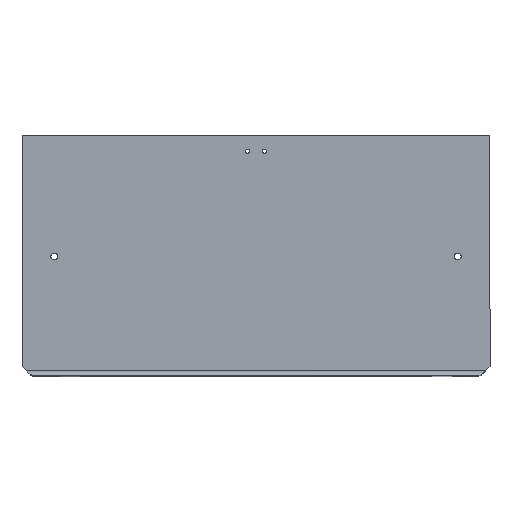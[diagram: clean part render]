
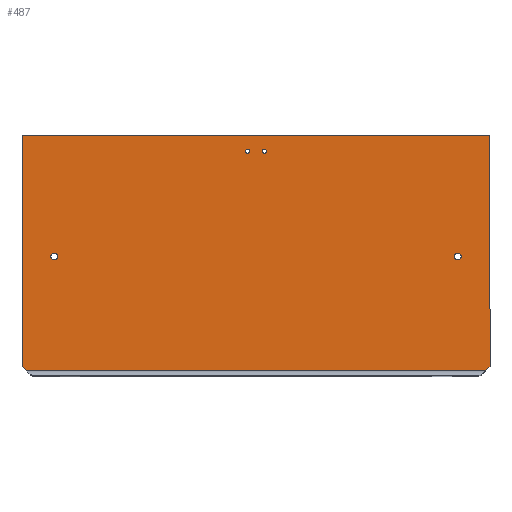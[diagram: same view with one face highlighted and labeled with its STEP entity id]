
A CAD part, top view. The second image highlights one B-rep face of the part: STEP entity #487.
In plain terms, the highlighted planar face has unit normal (0, 0, 1).
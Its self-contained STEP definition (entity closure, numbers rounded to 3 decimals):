
#1 = ORIENTED_EDGE ( 'NONE', *, *, #754, .T. ) ;
#17 = DIRECTION ( 'NONE',  ( 0., 0., 1. ) ) ;
#20 = VERTEX_POINT ( 'NONE', #195 ) ;
#23 = AXIS2_PLACEMENT_3D ( 'NONE', #31, #281, #779 ) ;
#28 = VERTEX_POINT ( 'NONE', #728 ) ;
#31 = CARTESIAN_POINT ( 'NONE',  ( 0., 0., 0.531 ) ) ;
#43 = DIRECTION ( 'NONE',  ( 1., 0., 0. ) ) ;
#49 = DIRECTION ( 'NONE',  ( 0., -1., 0. ) ) ;
#81 = VERTEX_POINT ( 'NONE', #507 ) ;
#86 = CARTESIAN_POINT ( 'NONE',  ( -142.312, -55.935, 0.531 ) ) ;
#90 = ORIENTED_EDGE ( 'NONE', *, *, #92, .F. ) ;
#92 = EDGE_CURVE ( 'NONE', #293, #438, #384, .T. ) ;
#94 = PLANE ( 'NONE',  #23 ) ;
#110 = DIRECTION ( 'NONE',  ( -1., 0., 0. ) ) ;
#113 = VECTOR ( 'NONE', #49, 1000. ) ;
#130 = DIRECTION ( 'NONE',  ( 1., 0., 0. ) ) ;
#151 = CARTESIAN_POINT ( 'NONE',  ( -145., -53.248, 0.531 ) ) ;
#155 = AXIS2_PLACEMENT_3D ( 'NONE', #539, #334, #43 ) ;
#159 = CARTESIAN_POINT ( 'NONE',  ( -125., 15., 0.531 ) ) ;
#163 = FACE_BOUND ( 'NONE', #283, .T. ) ;
#174 = CARTESIAN_POINT ( 'NONE',  ( 125., 15., 0.531 ) ) ;
#175 = VERTEX_POINT ( 'NONE', #404 ) ;
#180 = EDGE_LOOP ( 'NONE', ( #380, #512, #471, #1, #758, #588 ) ) ;
#181 = CARTESIAN_POINT ( 'NONE',  ( 127.1, 15., 0.531 ) ) ;
#183 = DIRECTION ( 'NONE',  ( 0., 0., 1. ) ) ;
#186 = VERTEX_POINT ( 'NONE', #401 ) ;
#195 = CARTESIAN_POINT ( 'NONE',  ( -145., -53.248, 0.531 ) ) ;
#199 = AXIS2_PLACEMENT_3D ( 'NONE', #741, #797, #235 ) ;
#220 = DIRECTION ( 'NONE',  ( 1., 0., 0. ) ) ;
#222 = CARTESIAN_POINT ( 'NONE',  ( 122.9, 15., 0.531 ) ) ;
#232 = ORIENTED_EDGE ( 'NONE', *, *, #338, .F. ) ;
#235 = DIRECTION ( 'NONE',  ( 1., 0., 0. ) ) ;
#236 = VECTOR ( 'NONE', #289, 1000. ) ;
#241 = EDGE_CURVE ( 'NONE', #186, #81, #426, .T. ) ;
#257 = VERTEX_POINT ( 'NONE', #673 ) ;
#258 = CARTESIAN_POINT ( 'NONE',  ( -145., 90., 0.531 ) ) ;
#263 = CIRCLE ( 'NONE', #677, 2.1 ) ;
#273 = ORIENTED_EDGE ( 'NONE', *, *, #523, .F. ) ;
#278 = AXIS2_PLACEMENT_3D ( 'NONE', #710, #336, #328 ) ;
#280 = VERTEX_POINT ( 'NONE', #739 ) ;
#281 = DIRECTION ( 'NONE',  ( 0., 0., 1. ) ) ;
#283 = EDGE_LOOP ( 'NONE', ( #90, #735 ) ) ;
#288 = EDGE_LOOP ( 'NONE', ( #448, #342 ) ) ;
#289 = DIRECTION ( 'NONE',  ( 0.707, -0.707, 0. ) ) ;
#291 = CIRCLE ( 'NONE', #665, 2.1 ) ;
#293 = VERTEX_POINT ( 'NONE', #491 ) ;
#301 = DIRECTION ( 'NONE',  ( 0., 0., 1. ) ) ;
#304 = CARTESIAN_POINT ( 'NONE',  ( 125., 15., 0.531 ) ) ;
#314 = CARTESIAN_POINT ( 'NONE',  ( 5.15, 80.2, 0.531 ) ) ;
#328 = DIRECTION ( 'NONE',  ( 1., 0., 0. ) ) ;
#334 = DIRECTION ( 'NONE',  ( 0., 0., 1. ) ) ;
#336 = DIRECTION ( 'NONE',  ( 0., 0., 1. ) ) ;
#338 = EDGE_CURVE ( 'NONE', #628, #339, #291, .T. ) ;
#339 = VERTEX_POINT ( 'NONE', #222 ) ;
#342 = ORIENTED_EDGE ( 'NONE', *, *, #241, .F. ) ;
#343 = CARTESIAN_POINT ( 'NONE',  ( 145., -53.248, 0.531 ) ) ;
#348 = FACE_OUTER_BOUND ( 'NONE', #180, .T. ) ;
#370 = CARTESIAN_POINT ( 'NONE',  ( 145., 90., 0.531 ) ) ;
#371 = DIRECTION ( 'NONE',  ( 1., 0., 0. ) ) ;
#379 = EDGE_CURVE ( 'NONE', #339, #628, #482, .T. ) ;
#380 = ORIENTED_EDGE ( 'NONE', *, *, #424, .F. ) ;
#384 = CIRCLE ( 'NONE', #664, 1.25 ) ;
#395 = CARTESIAN_POINT ( 'NONE',  ( 0., -55.935, 0.531 ) ) ;
#398 = DIRECTION ( 'NONE',  ( 0., 0., 1. ) ) ;
#401 = CARTESIAN_POINT ( 'NONE',  ( -3.9, 80.2, 0.531 ) ) ;
#403 = FACE_BOUND ( 'NONE', #288, .T. ) ;
#404 = CARTESIAN_POINT ( 'NONE',  ( -145., 90., 0.531 ) ) ;
#406 = FACE_BOUND ( 'NONE', #709, .T. ) ;
#409 = ORIENTED_EDGE ( 'NONE', *, *, #379, .F. ) ;
#410 = CARTESIAN_POINT ( 'NONE',  ( -125., 15., 0.531 ) ) ;
#413 = AXIS2_PLACEMENT_3D ( 'NONE', #304, #398, #130 ) ;
#416 = EDGE_CURVE ( 'NONE', #81, #186, #786, .T. ) ;
#421 = EDGE_LOOP ( 'NONE', ( #273, #810 ) ) ;
#424 = EDGE_CURVE ( 'NONE', #280, #576, #583, .T. ) ;
#426 = CIRCLE ( 'NONE', #155, 1.25 ) ;
#435 = DIRECTION ( 'NONE',  ( 0.707, 0.707, 0. ) ) ;
#436 = EDGE_CURVE ( 'NONE', #516, #257, #643, .T. ) ;
#438 = VERTEX_POINT ( 'NONE', #760 ) ;
#448 = ORIENTED_EDGE ( 'NONE', *, *, #416, .F. ) ;
#451 = EDGE_CURVE ( 'NONE', #175, #20, #714, .T. ) ;
#471 = ORIENTED_EDGE ( 'NONE', *, *, #436, .T. ) ;
#475 = DIRECTION ( 'NONE',  ( 0., 0., 1. ) ) ;
#482 = CIRCLE ( 'NONE', #413, 2.1 ) ;
#487 = ADVANCED_FACE ( 'NONE', ( #163, #403, #406, #541, #348 ), #94, .T. ) ;
#491 = CARTESIAN_POINT ( 'NONE',  ( 3.9, 80.2, 0.531 ) ) ;
#501 = CARTESIAN_POINT ( 'NONE',  ( 145., -53.248, 0.531 ) ) ;
#507 = CARTESIAN_POINT ( 'NONE',  ( -6.4, 80.2, 0.531 ) ) ;
#512 = ORIENTED_EDGE ( 'NONE', *, *, #626, .T. ) ;
#514 = CARTESIAN_POINT ( 'NONE',  ( -145., 90., 0.531 ) ) ;
#516 = VERTEX_POINT ( 'NONE', #343 ) ;
#523 = EDGE_CURVE ( 'NONE', #591, #28, #649, .T. ) ;
#538 = EDGE_CURVE ( 'NONE', #20, #576, #659, .T. ) ;
#539 = CARTESIAN_POINT ( 'NONE',  ( -5.15, 80.2, 0.531 ) ) ;
#541 = FACE_BOUND ( 'NONE', #421, .T. ) ;
#555 = EDGE_CURVE ( 'NONE', #28, #591, #263, .T. ) ;
#558 = CIRCLE ( 'NONE', #199, 1.25 ) ;
#559 = LINE ( 'NONE', #501, #813 ) ;
#576 = VERTEX_POINT ( 'NONE', #86 ) ;
#583 = LINE ( 'NONE', #395, #606 ) ;
#588 = ORIENTED_EDGE ( 'NONE', *, *, #538, .T. ) ;
#591 = VERTEX_POINT ( 'NONE', #777 ) ;
#592 = DIRECTION ( 'NONE',  ( 1., 0., 0. ) ) ;
#606 = VECTOR ( 'NONE', #110, 1000. ) ;
#616 = DIRECTION ( 'NONE',  ( 0., 1., 0. ) ) ;
#618 = VECTOR ( 'NONE', #616, 1000. ) ;
#626 = EDGE_CURVE ( 'NONE', #280, #516, #559, .T. ) ;
#628 = VERTEX_POINT ( 'NONE', #181 ) ;
#643 = LINE ( 'NONE', #370, #618 ) ;
#649 = CIRCLE ( 'NONE', #799, 2.1 ) ;
#656 = EDGE_CURVE ( 'NONE', #438, #293, #558, .T. ) ;
#659 = LINE ( 'NONE', #151, #236 ) ;
#664 = AXIS2_PLACEMENT_3D ( 'NONE', #314, #183, #371 ) ;
#665 = AXIS2_PLACEMENT_3D ( 'NONE', #174, #301, #734 ) ;
#673 = CARTESIAN_POINT ( 'NONE',  ( 145., 90., 0.531 ) ) ;
#677 = AXIS2_PLACEMENT_3D ( 'NONE', #410, #475, #592 ) ;
#700 = DIRECTION ( 'NONE',  ( -1., 0., 0. ) ) ;
#708 = LINE ( 'NONE', #258, #787 ) ;
#709 = EDGE_LOOP ( 'NONE', ( #409, #232 ) ) ;
#710 = CARTESIAN_POINT ( 'NONE',  ( -5.15, 80.2, 0.531 ) ) ;
#714 = LINE ( 'NONE', #514, #113 ) ;
#728 = CARTESIAN_POINT ( 'NONE',  ( -122.9, 15., 0.531 ) ) ;
#734 = DIRECTION ( 'NONE',  ( 1., 0., 0. ) ) ;
#735 = ORIENTED_EDGE ( 'NONE', *, *, #656, .F. ) ;
#739 = CARTESIAN_POINT ( 'NONE',  ( 142.312, -55.935, 0.531 ) ) ;
#741 = CARTESIAN_POINT ( 'NONE',  ( 5.15, 80.2, 0.531 ) ) ;
#754 = EDGE_CURVE ( 'NONE', #257, #175, #708, .T. ) ;
#758 = ORIENTED_EDGE ( 'NONE', *, *, #451, .T. ) ;
#760 = CARTESIAN_POINT ( 'NONE',  ( 6.4, 80.2, 0.531 ) ) ;
#777 = CARTESIAN_POINT ( 'NONE',  ( -127.1, 15., 0.531 ) ) ;
#779 = DIRECTION ( 'NONE',  ( 1., 0., 0. ) ) ;
#786 = CIRCLE ( 'NONE', #278, 1.25 ) ;
#787 = VECTOR ( 'NONE', #700, 1000. ) ;
#797 = DIRECTION ( 'NONE',  ( 0., 0., 1. ) ) ;
#799 = AXIS2_PLACEMENT_3D ( 'NONE', #159, #17, #220 ) ;
#810 = ORIENTED_EDGE ( 'NONE', *, *, #555, .F. ) ;
#813 = VECTOR ( 'NONE', #435, 1000. ) ;
